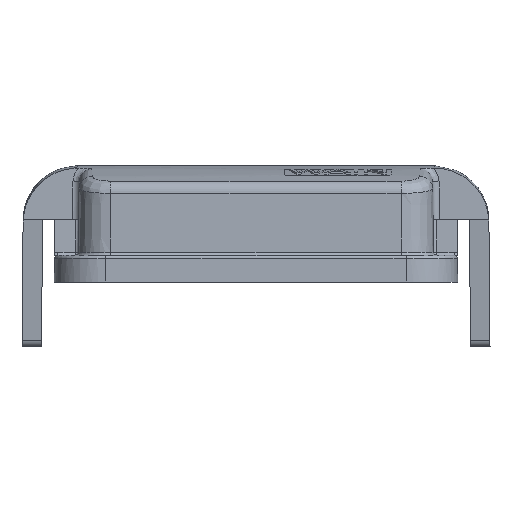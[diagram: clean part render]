
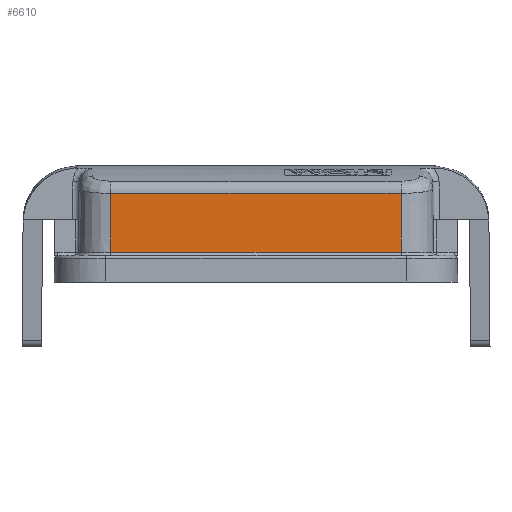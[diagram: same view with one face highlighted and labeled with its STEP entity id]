
A CAD part, left-side view. The second image highlights one B-rep face of the part: STEP entity #6610.
In plain terms, the highlighted planar face has unit normal (-1, 0, 0.014).
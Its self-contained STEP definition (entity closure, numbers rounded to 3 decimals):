
#1472=DIRECTION('',(-0.014,0.,-1.));
#1473=VECTOR('',#1472,9.086);
#1474=CARTESIAN_POINT('',(-69.247,-22.314,
13.407));
#1475=LINE('',#1474,#1473);
#1476=CARTESIAN_POINT('',(-69.247,-22.314,
13.407));
#1508=DIRECTION('',(0.,1.,0.));
#1509=VECTOR('',#1508,5.253);
#1510=CARTESIAN_POINT('',(-69.247,-67.326,
13.407));
#1511=LINE('',#1510,#1509);
#1512=DIRECTION('',(0.,1.,0.));
#1513=VECTOR('',#1512,39.76);
#1514=CARTESIAN_POINT('',(-69.247,-62.074,
13.407));
#1515=LINE('',#1514,#1513);
#1532=DIRECTION('',(0.014,0.,1.));
#1533=VECTOR('',#1532,9.086);
#1534=CARTESIAN_POINT('',(-69.373,-67.326,
4.323));
#1535=LINE('',#1534,#1533);
#1559=DIRECTION('',(0.,-1.,0.));
#1560=VECTOR('',#1559,45.012);
#1561=CARTESIAN_POINT('',(-69.373,-22.314,
4.323));
#1562=LINE('',#1561,#1560);
#4259=CARTESIAN_POINT('',(-69.373,-22.314,
4.323));
#4260=VERTEX_POINT('',#4259);
#4263=VERTEX_POINT('',#1476);
#4264=CARTESIAN_POINT('',(-69.247,-67.326,
13.407));
#4265=VERTEX_POINT('',#4264);
#4266=CARTESIAN_POINT('',(-69.247,-62.074,
13.407));
#4267=VERTEX_POINT('',#4266);
#4269=CARTESIAN_POINT('',(-69.373,-67.326,
4.323));
#4270=VERTEX_POINT('',#4269);
#6597=CARTESIAN_POINT('',(-69.437,-20.359,-0.199));
#6598=DIRECTION('',(-1.,0.,0.014));
#6599=DIRECTION('',(-0.014,0.,-1.));
#6600=AXIS2_PLACEMENT_3D('',#6597,#6598,#6599);
#6601=PLANE('',#6600);
#6602=ORIENTED_EDGE('',*,*,#6538,.F.);
#6603=ORIENTED_EDGE('',*,*,#6536,.F.);
#6604=ORIENTED_EDGE('',*,*,#6587,.F.);
#6606=ORIENTED_EDGE('',*,*,#6605,.F.);
#6607=ORIENTED_EDGE('',*,*,#6484,.F.);
#6608=EDGE_LOOP('',(#6602,#6603,#6604,#6606,#6607));
#6609=FACE_OUTER_BOUND('',#6608,.F.);
#6484=EDGE_CURVE('',#4263,#4260,#1475,.T.);
#6536=EDGE_CURVE('',#4265,#4267,#1511,.T.);
#6538=EDGE_CURVE('',#4267,#4263,#1515,.T.);
#6587=EDGE_CURVE('',#4270,#4265,#1535,.T.);
#6605=EDGE_CURVE('',#4260,#4270,#1562,.T.);
#6610=ADVANCED_FACE('',(#6609),#6601,.T.);
